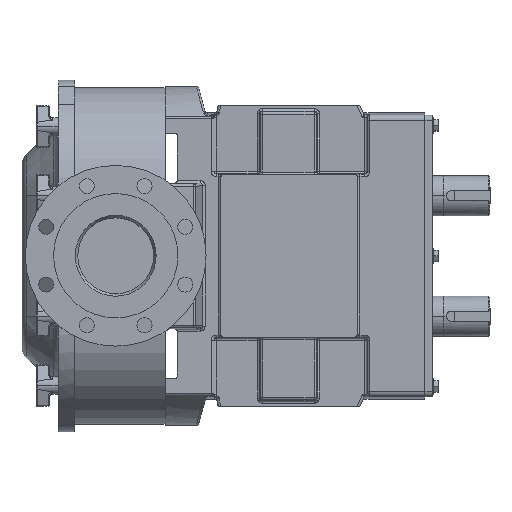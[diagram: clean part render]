
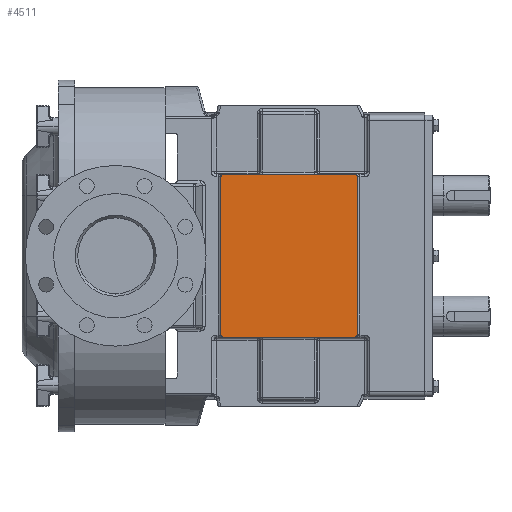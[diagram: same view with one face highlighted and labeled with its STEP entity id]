
A CAD part, top view. The second image highlights one B-rep face of the part: STEP entity #4511.
In plain terms, the highlighted planar face has unit normal (0, 0, 1).
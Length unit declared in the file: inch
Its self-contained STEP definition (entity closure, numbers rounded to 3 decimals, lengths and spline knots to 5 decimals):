
#80 = CARTESIAN_POINT ( 'NONE',  ( 2.91129, -4.04663, 4.5 ) ) ;
#134 = CARTESIAN_POINT ( 'NONE',  ( 2.78637, -3.92171, 4.5 ) ) ;
#1107 = CARTESIAN_POINT ( 'NONE',  ( 2.78637, 3.99491, 4.5 ) ) ;
#3289 = VECTOR ( 'NONE', #9869, 39.37008 ) ;
#4079 =( BOUNDED_CURVE ( )  B_SPLINE_CURVE ( 3, ( #29271, #31668, #1107, #9581 ),
 .UNSPECIFIED., .F., .F. ) 
 B_SPLINE_CURVE_WITH_KNOTS ( ( 4, 4 ),
 ( 2.3568, 3.92638 ),
 .UNSPECIFIED. ) 
 CURVE ( )  GEOMETRIC_REPRESENTATION_ITEM ( )  RATIONAL_B_SPLINE_CURVE ( ( 1., 0.805, 0.805, 1. ) ) 
 REPRESENTATION_ITEM ( '' )  );
#4120 = ORIENTED_EDGE ( 'NONE', *, *, #4272, .T. ) ;
#4272 = EDGE_CURVE ( 'NONE', #19268, #32090, #8282, .T. ) ;
#4481 = VECTOR ( 'NONE', #14090, 39.37008 ) ;
#4511 = ADVANCED_FACE ( 'NONE', ( #11839 ), #5783, .F. ) ;
#4517 = CARTESIAN_POINT ( 'NONE',  ( 9.56963, -3.92171, 4.5 ) ) ;
#4900 = LINE ( 'NONE', #15941, #3289 ) ;
#5297 = ORIENTED_EDGE ( 'NONE', *, *, #35295, .T. ) ;
#5492 = AXIS2_PLACEMENT_3D ( 'NONE', #25663, #16650, #34123 ) ;
#5645 = LINE ( 'NONE', #16868, #4481 ) ;
#5783 = PLANE ( 'NONE',  #5492 ) ;
#5968 = CARTESIAN_POINT ( 'NONE',  ( 9.44471, -4.04663, 4.5 ) ) ;
#7042 =( BOUNDED_CURVE ( )  B_SPLINE_CURVE ( 3, ( #29912, #26436, #12985, #4517 ),
 .UNSPECIFIED., .F., .F. ) 
 B_SPLINE_CURVE_WITH_KNOTS ( ( 4, 4 ),
 ( 5.4984, 7.06797 ),
 .UNSPECIFIED. ) 
 CURVE ( )  GEOMETRIC_REPRESENTATION_ITEM ( )  RATIONAL_B_SPLINE_CURVE ( ( 1., 0.805, 0.805, 1. ) ) 
 REPRESENTATION_ITEM ( '' )  );
#8282 =( BOUNDED_CURVE ( )  B_SPLINE_CURVE ( 3, ( #134, #11172, #25704, #9128 ),
 .UNSPECIFIED., .F., .F. ) 
 B_SPLINE_CURVE_WITH_KNOTS ( ( 4, 4 ),
 ( 2.3568, 3.92638 ),
 .UNSPECIFIED. ) 
 CURVE ( )  GEOMETRIC_REPRESENTATION_ITEM ( )  RATIONAL_B_SPLINE_CURVE ( ( 1., 0.805, 0.805, 1. ) ) 
 REPRESENTATION_ITEM ( '' )  );
#9128 = CARTESIAN_POINT ( 'NONE',  ( 2.91129, -4.04663, 4.5 ) ) ;
#9137 = CARTESIAN_POINT ( 'NONE',  ( 2.793, 4.04663, 4.5 ) ) ;
#9581 = CARTESIAN_POINT ( 'NONE',  ( 2.78637, 3.92171, 4.5 ) ) ;
#9869 = DIRECTION ( 'NONE',  ( 0., -1., 0. ) ) ;
#10088 = VECTOR ( 'NONE', #15015, 39.37008 ) ;
#11172 = CARTESIAN_POINT ( 'NONE',  ( 2.78637, -3.99491, 4.5 ) ) ;
#11189 = VERTEX_POINT ( 'NONE', #26978 ) ;
#11280 = LINE ( 'NONE', #28391, #18344 ) ;
#11321 = ORIENTED_EDGE ( 'NONE', *, *, #15141, .T. ) ;
#11686 = CARTESIAN_POINT ( 'NONE',  ( 2.78637, -3.92171, 4.5 ) ) ;
#11758 = VERTEX_POINT ( 'NONE', #32233 ) ;
#11839 = FACE_OUTER_BOUND ( 'NONE', #13899, .T. ) ;
#12985 = CARTESIAN_POINT ( 'NONE',  ( 9.56963, -3.99491, 4.5 ) ) ;
#13082 = VERTEX_POINT ( 'NONE', #26320 ) ;
#13899 = EDGE_LOOP ( 'NONE', ( #11321, #25054, #4120, #5297, #27418, #32097, #17665, #25811 ) ) ;
#14090 = DIRECTION ( 'NONE',  ( 1., 0., 0. ) ) ;
#14360 = CARTESIAN_POINT ( 'NONE',  ( 2.78637, 3.92171, 4.5 ) ) ;
#15015 = DIRECTION ( 'NONE',  ( -1., 0., 0. ) ) ;
#15141 = EDGE_CURVE ( 'NONE', #13082, #34528, #4079, .T. ) ;
#15618 = EDGE_CURVE ( 'NONE', #11758, #27652, #35359, .T. ) ;
#15941 = CARTESIAN_POINT ( 'NONE',  ( 9.56963, 4.04, 4.5 ) ) ;
#16304 = VERTEX_POINT ( 'NONE', #5968 ) ;
#16650 = DIRECTION ( 'NONE',  ( 0., 0., -1. ) ) ;
#16868 = CARTESIAN_POINT ( 'NONE',  ( 2.793, -4.04663, 4.5 ) ) ;
#17665 = ORIENTED_EDGE ( 'NONE', *, *, #15618, .T. ) ;
#18172 = CARTESIAN_POINT ( 'NONE',  ( 9.56963, 3.99491, 4.5 ) ) ;
#18218 = EDGE_CURVE ( 'NONE', #11758, #11189, #4900, .T. ) ;
#18344 = VECTOR ( 'NONE', #30969, 39.37008 ) ;
#19268 = VERTEX_POINT ( 'NONE', #11686 ) ;
#23336 = CARTESIAN_POINT ( 'NONE',  ( 9.51791, 4.04663, 4.5 ) ) ;
#25054 = ORIENTED_EDGE ( 'NONE', *, *, #27937, .F. ) ;
#25663 = CARTESIAN_POINT ( 'NONE',  ( 2.25, -8., 4.5 ) ) ;
#25704 = CARTESIAN_POINT ( 'NONE',  ( 2.83809, -4.04663, 4.5 ) ) ;
#25811 = ORIENTED_EDGE ( 'NONE', *, *, #27471, .T. ) ;
#26320 = CARTESIAN_POINT ( 'NONE',  ( 2.91129, 4.04663, 4.5 ) ) ;
#26433 = LINE ( 'NONE', #9137, #10088 ) ;
#26436 = CARTESIAN_POINT ( 'NONE',  ( 9.51791, -4.04663, 4.5 ) ) ;
#26978 = CARTESIAN_POINT ( 'NONE',  ( 9.56963, -3.92171, 4.5 ) ) ;
#27418 = ORIENTED_EDGE ( 'NONE', *, *, #36217, .T. ) ;
#27471 = EDGE_CURVE ( 'NONE', #27652, #13082, #26433, .T. ) ;
#27652 = VERTEX_POINT ( 'NONE', #33409 ) ;
#27937 = EDGE_CURVE ( 'NONE', #19268, #34528, #11280, .T. ) ;
#28391 = CARTESIAN_POINT ( 'NONE',  ( 2.78637, 4.04, 4.5 ) ) ;
#28686 = CARTESIAN_POINT ( 'NONE',  ( 9.56963, 3.92171, 4.5 ) ) ;
#29054 = CARTESIAN_POINT ( 'NONE',  ( 9.44471, 4.04663, 4.5 ) ) ;
#29271 = CARTESIAN_POINT ( 'NONE',  ( 2.91129, 4.04663, 4.5 ) ) ;
#29912 = CARTESIAN_POINT ( 'NONE',  ( 9.44471, -4.04663, 4.5 ) ) ;
#30969 = DIRECTION ( 'NONE',  ( 0., 1., 0. ) ) ;
#31668 = CARTESIAN_POINT ( 'NONE',  ( 2.83809, 4.04663, 4.5 ) ) ;
#32090 = VERTEX_POINT ( 'NONE', #80 ) ;
#32097 = ORIENTED_EDGE ( 'NONE', *, *, #18218, .F. ) ;
#32233 = CARTESIAN_POINT ( 'NONE',  ( 9.56963, 3.92171, 4.5 ) ) ;
#33409 = CARTESIAN_POINT ( 'NONE',  ( 9.44471, 4.04663, 4.5 ) ) ;
#34123 = DIRECTION ( 'NONE',  ( -1., 0., 0. ) ) ;
#34528 = VERTEX_POINT ( 'NONE', #14360 ) ;
#35295 = EDGE_CURVE ( 'NONE', #32090, #16304, #5645, .T. ) ;
#35359 =( BOUNDED_CURVE ( )  B_SPLINE_CURVE ( 3, ( #28686, #18172, #23336, #29054 ),
 .UNSPECIFIED., .F., .F. ) 
 B_SPLINE_CURVE_WITH_KNOTS ( ( 4, 4 ),
 ( 5.4984, 7.06797 ),
 .UNSPECIFIED. ) 
 CURVE ( )  GEOMETRIC_REPRESENTATION_ITEM ( )  RATIONAL_B_SPLINE_CURVE ( ( 1., 0.805, 0.805, 1. ) ) 
 REPRESENTATION_ITEM ( '' )  );
#36217 = EDGE_CURVE ( 'NONE', #16304, #11189, #7042, .T. ) ;
